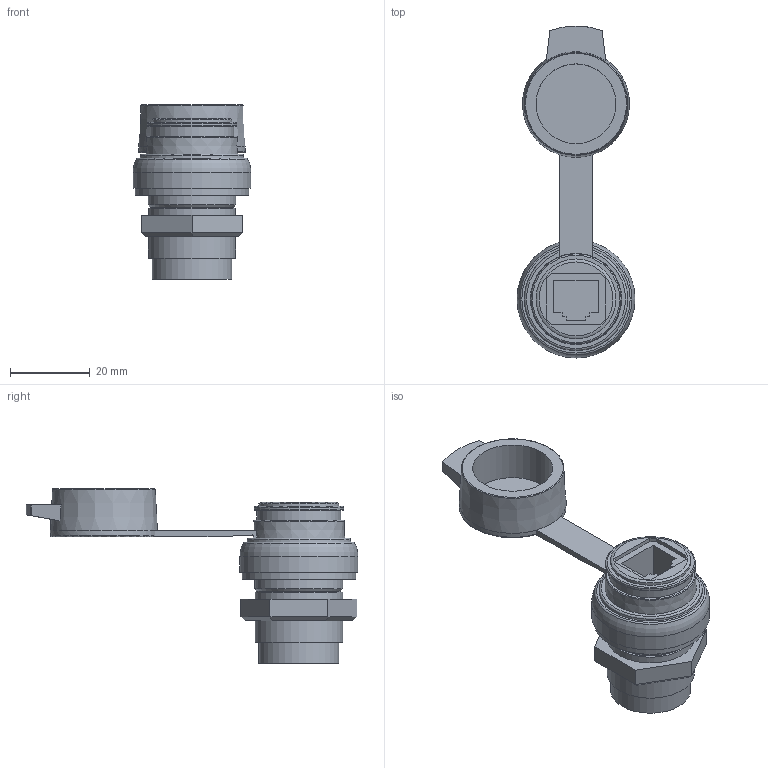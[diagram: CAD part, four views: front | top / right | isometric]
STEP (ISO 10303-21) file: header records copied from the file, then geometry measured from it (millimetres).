
FILE_DESCRIPTION(/* description */ (''),/* implementation_level */ '2;1');
FILE_NAME(/* name */ '3d_LPCD06.stp',/* time_stamp */ '2017-02-02T10:37:52+01:00',/* author */ ('Andrzej'),/* organization */ (''),/* preprocessor_version */ 'ST-DEVELOPER v15.5',/* originating_system */ 'AutoCAD Mechanical',/* authorisation */ '');
FILE_SCHEMA (('AUTOMOTIVE_DESIGN { 1 0 10303 214 3 1 1 }'));
Length unit declared in the file: millimetre
Products named in the file (1): Product
Bounding box: 29.5 x 83 x 43.61 mm (x, y, z)
Volume: 38257 mm3; surface area: 20126.8 mm2
Topology: 4 solids, 5 shells, 101 faces, 225 edges, 143 vertices
Faces by surface type: plane 70, cylinder 16, torus 9, cone 6
Full cylindrical faces by diameter (mm): 20 x3, 20.703 x1, 21 x1, 21.815 x3, 22 x1, 28.4 x1, 29.5 x1
Entity records: 2648 total; most frequent: CARTESIAN_POINT 470, DIRECTION 446, ORIENTED_EDGE 394, EDGE_CURVE 195, AXIS2_PLACEMENT_3D 153, EDGE_LOOP 142, LINE 140, VECTOR 140
